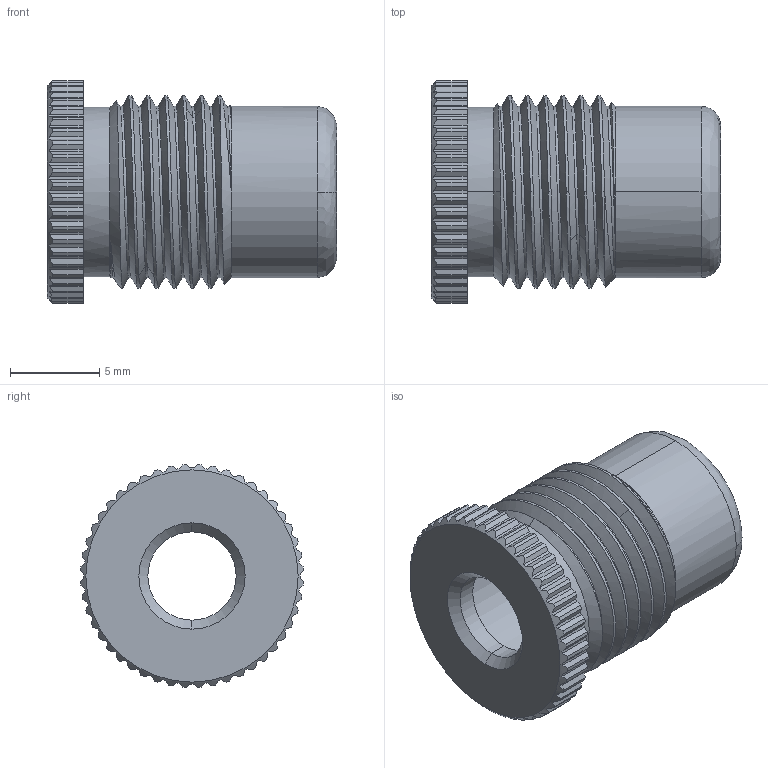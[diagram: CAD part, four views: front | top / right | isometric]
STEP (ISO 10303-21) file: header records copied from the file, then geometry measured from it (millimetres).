
FILE_DESCRIPTION (( 'STEP AP203' ), '1' );
FILE_NAME ('54-00062_revA2.STEP', '2018-11-05T21:37:38', ( '' ), ( '' ), 'SwSTEP 2.0', 'SolidWorks 2015', '' );
FILE_SCHEMA (( 'CONFIG_CONTROL_DESIGN' ));
Length unit declared in the file: millimetre
Products named in the file (1): 54-00062_revA2
Bounding box: 16.2 x 12.49 x 12.49 mm (x, y, z)
Volume: 532.9 mm3; surface area: 1271.6 mm2
Topology: 1 solids, 1 shells, 246 faces, 733 edges, 491 vertices
Faces by surface type: plane 148, cylinder 71, cone 14, bspline 13
Entity records: 10799 total; most frequent: CARTESIAN_POINT 4871, ORIENTED_EDGE 1466, DIRECTION 881, EDGE_CURVE 733, VERTEX_POINT 491, B_SPLINE_CURVE_WITH_KNOTS 412, AXIS2_PLACEMENT_3D 326, EDGE_LOOP 250
